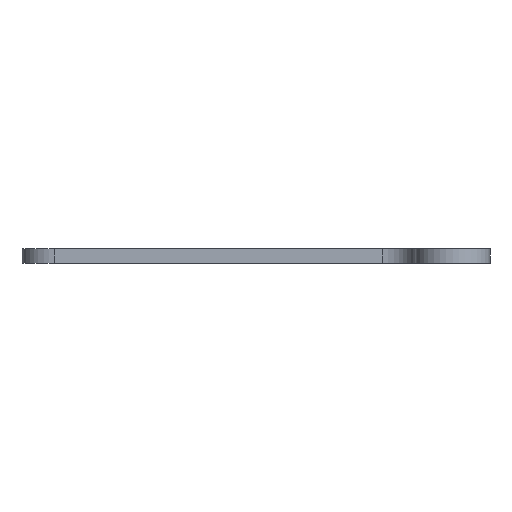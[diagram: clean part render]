
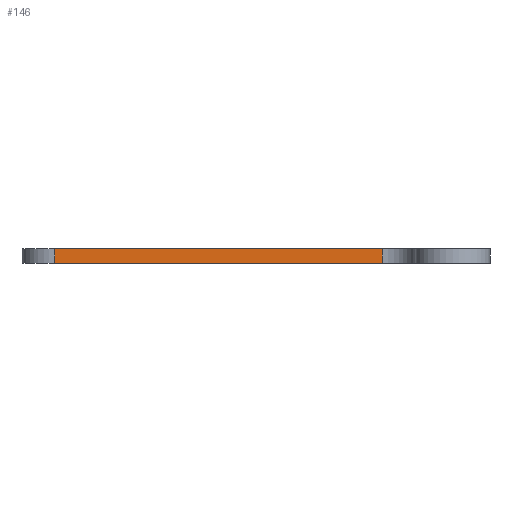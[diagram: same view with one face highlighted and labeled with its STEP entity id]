
A CAD part, front view. The second image highlights one B-rep face of the part: STEP entity #146.
In plain terms, the highlighted planar face has unit normal (0, -1, 0).
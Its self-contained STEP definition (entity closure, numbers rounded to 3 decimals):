
#45 = EDGE_CURVE ( 'NONE', #46, #306, #499, .T. ) ;
#46 = VERTEX_POINT ( 'NONE', #490 ) ;
#91 = EDGE_CURVE ( 'NONE', #201, #46, #423, .T. ) ;
#141 = ORIENTED_EDGE ( 'NONE', *, *, #45, .T. ) ;
#146 = ADVANCED_FACE ( 'NONE', ( #715 ), #714, .F. ) ;
#147 = ORIENTED_EDGE ( 'NONE', *, *, #91, .T. ) ;
#149 = ORIENTED_EDGE ( 'NONE', *, *, #203, .F. ) ;
#152 = EDGE_CURVE ( 'NONE', #204, #306, #706, .T. ) ;
#153 = ORIENTED_EDGE ( 'NONE', *, *, #152, .F. ) ;
#201 = VERTEX_POINT ( 'NONE', #691 ) ;
#203 = EDGE_CURVE ( 'NONE', #201, #204, #690, .T. ) ;
#204 = VERTEX_POINT ( 'NONE', #686 ) ;
#241 = EDGE_LOOP ( 'NONE', ( #141, #153, #149, #147 ) ) ;
#306 = VERTEX_POINT ( 'NONE', #858 ) ;
#416 = DIRECTION ( 'NONE',  ( 0., 0., -1. ) ) ;
#417 = VECTOR ( 'NONE', #416, 1000. ) ;
#418 = CARTESIAN_POINT ( 'NONE',  ( -65., -12.5, 3.2 ) ) ;
#423 = LINE ( 'NONE', #418, #417 ) ;
#490 = CARTESIAN_POINT ( 'NONE',  ( -65., -12.5, 0. ) ) ;
#491 = DIRECTION ( 'NONE',  ( 1., 0., 0. ) ) ;
#492 = VECTOR ( 'NONE', #491, 1000. ) ;
#493 = CARTESIAN_POINT ( 'NONE',  ( -65., -12.5, 0. ) ) ;
#499 = LINE ( 'NONE', #493, #492 ) ;
#686 = CARTESIAN_POINT ( 'NONE',  ( 5., -12.5, 3.2 ) ) ;
#687 = DIRECTION ( 'NONE',  ( 1., 0., 0. ) ) ;
#688 = VECTOR ( 'NONE', #687, 1000. ) ;
#689 = CARTESIAN_POINT ( 'NONE',  ( -65., -12.5, 3.2 ) ) ;
#690 = LINE ( 'NONE', #689, #688 ) ;
#691 = CARTESIAN_POINT ( 'NONE',  ( -65., -12.5, 3.2 ) ) ;
#700 = DIRECTION ( 'NONE',  ( 0., 0., -1. ) ) ;
#701 = VECTOR ( 'NONE', #700, 1000. ) ;
#702 = CARTESIAN_POINT ( 'NONE',  ( 5., -12.5, 3.2 ) ) ;
#706 = LINE ( 'NONE', #702, #701 ) ;
#710 = DIRECTION ( 'NONE',  ( -1., 0., 0. ) ) ;
#711 = DIRECTION ( 'NONE',  ( 0., 1., 0. ) ) ;
#712 = CARTESIAN_POINT ( 'NONE',  ( -65., -12.5, 3.2 ) ) ;
#713 = AXIS2_PLACEMENT_3D ( 'NONE', #712, #711, #710 ) ;
#714 = PLANE ( 'NONE',  #713 ) ;
#715 = FACE_OUTER_BOUND ( 'NONE', #241, .T. ) ;
#858 = CARTESIAN_POINT ( 'NONE',  ( 5., -12.5, 0. ) ) ;
